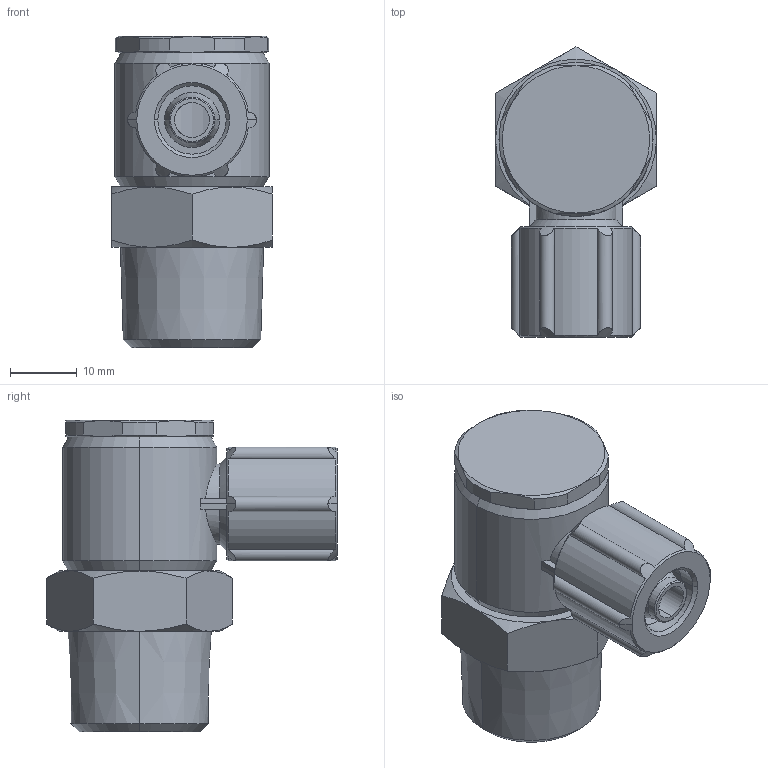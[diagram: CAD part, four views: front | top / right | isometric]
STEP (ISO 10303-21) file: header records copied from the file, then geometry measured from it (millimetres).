
FILE_DESCRIPTION((''),'2;1');
FILE_NAME('THL1004D1-mdt.stp','2017-07-21T13:31:13',(''),(''),'Mechanical Desktop 2009','Mechanical Desktop 2009',', , ');
FILE_SCHEMA(('CONFIG_CONTROL_DESIGN'));
Length unit declared in the file: millimetre
Products named in the file (5): THL1004D1-MDTA; THL1004D1-MDT; TH; R03; R04
Assembly tree (6 placements, depth 3):
  THL1004D1-MDTA
    THL1004D1-MDT
    TH  x2
      R03
      R04
Bounding box: 24 x 43.36 x 46.5 mm (x, y, z)
Volume: 14647.1 mm3; surface area: 10752.3 mm2
Topology: 1 solids, 2 shells, 170 faces, 403 edges, 249 vertices
Faces by surface type: cone 64, cylinder 64, plane 34, torus 6, bspline 2
Entity records: 5755 total; most frequent: CARTESIAN_POINT 1738, DIRECTION 852, ORIENTED_EDGE 806, EDGE_CURVE 403, AXIS2_PLACEMENT_3D 363, VERTEX_POINT 249, EDGE_LOOP 190, CIRCLE 188
